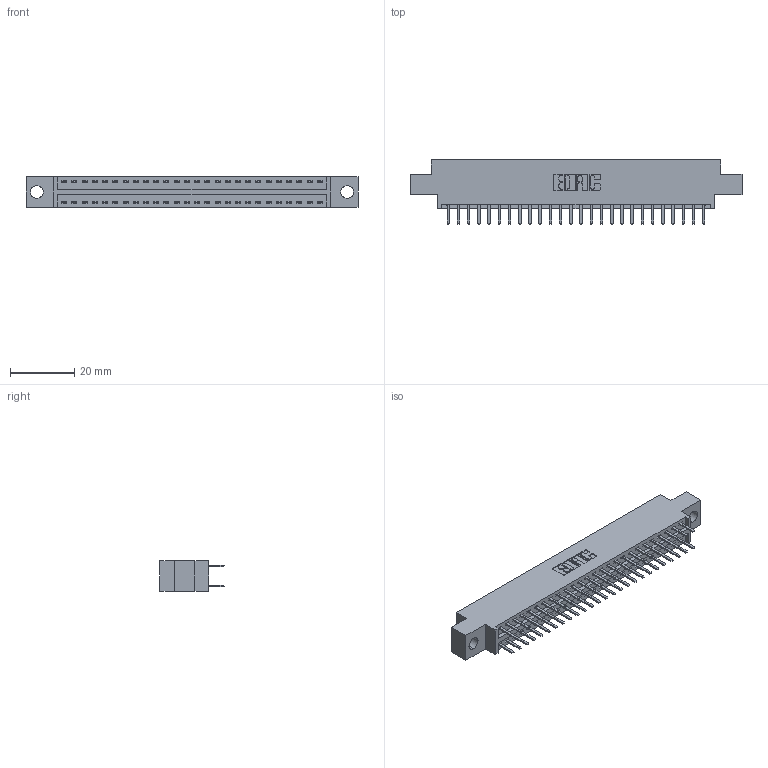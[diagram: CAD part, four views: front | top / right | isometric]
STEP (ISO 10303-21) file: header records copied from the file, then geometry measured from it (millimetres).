
FILE_DESCRIPTION (( 'STEP AP203' ), '1' );
FILE_NAME ('346-052-520-804.STEP', '2022-05-21T00:38:14', ( '' ), ( '' ), 'SwSTEP 2.0', 'SolidWorks 2020', '' );
FILE_SCHEMA (( 'CONFIG_CONTROL_DESIGN' ));
Length unit declared in the file: inch
Products named in the file (3): 345-292-001_345-293-120; 346-052-520-804; 346 Part_0.170 Offset - 0.156 Dia-TH
Assembly tree (53 placements, depth 2):
  346-052-520-804
    346 Part_0.170 Offset - 0.156 Dia-TH
    345-292-001_345-293-120  x52
Bounding box: 103.12 x 20.02 x 9.4 mm (x, y, z)
Volume: 9648.2 mm3; surface area: 12984.5 mm2
Topology: 53 solids, 53 shells, 3052 faces, 8853 edges, 5762 vertices
Faces by surface type: plane 2018, cylinder 1034
Entity records: 19787 total; most frequent: CARTESIAN_POINT 3302, ORIENTED_EDGE 3222, DIRECTION 2947, EDGE_CURVE 1611, LINE 1371, VECTOR 1371, VERTEX_POINT 1070, AXIS2_PLACEMENT_3D 788
